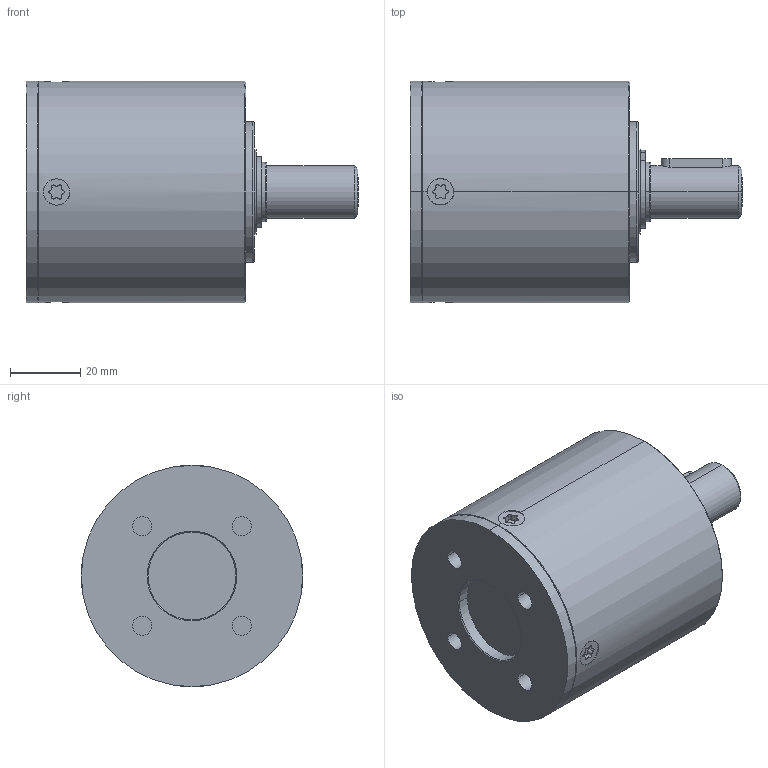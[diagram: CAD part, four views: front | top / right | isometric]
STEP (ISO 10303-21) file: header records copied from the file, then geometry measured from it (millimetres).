
FILE_DESCRIPTION((''),'2;1');
FILE_NAME('1_ST_19X49','2009-11-05T',('Brigitte.Brehme'),(''),'PRO/ENGINEER BY PARAMETRIC TECHNOLOGY CORPORATION, 2006200','PRO/ENGINEER BY PARAMETRIC TECHNOLOGY CORPORATION, 2006200','');
FILE_SCHEMA(('AUTOMOTIVE_DESIGN_CC2 { 1 2 10303 214 -1 1 5 2 }'));
Length unit declared in the file: millimetre
Products named in the file (1): 1_ST_19X49
Bounding box: 94.5 x 63 x 63 mm (x, y, z)
Volume: 199357.1 mm3; surface area: 23080.1 mm2
Topology: 1 solids, 2 shells, 161 faces, 388 edges, 241 vertices
Faces by surface type: cylinder 97, cone 34, plane 28, torus 2
Entity records: 7657 total; most frequent: CARTESIAN_POINT 934, DIRECTION 908, ORIENTED_EDGE 752, PRESENTATION_STYLE_ASSIGNMENT 503, STYLED_ITEM 380, AXIS2_PLACEMENT_3D 378, CURVE_STYLE 378, EDGE_CURVE 378
